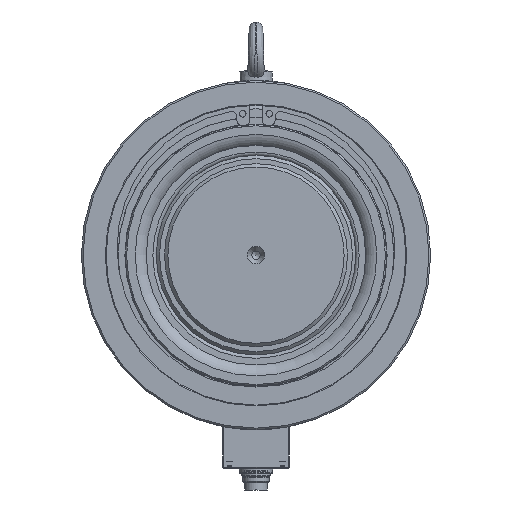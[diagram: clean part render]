
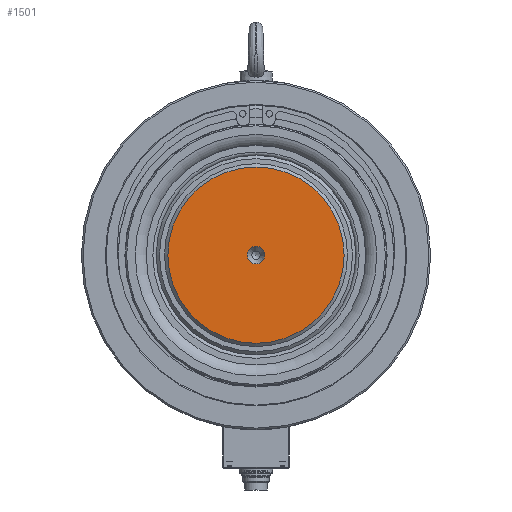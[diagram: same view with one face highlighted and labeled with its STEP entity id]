
A CAD part, left-side view. The second image highlights one B-rep face of the part: STEP entity #1501.
In plain terms, the highlighted planar face has unit normal (-1, 0, 0).
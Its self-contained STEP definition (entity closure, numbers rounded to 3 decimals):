
#1501 = ADVANCED_FACE( '', ( #3013, #3014 ), #3015, .T. );
#3013 = FACE_OUTER_BOUND( '', #4937, .T. );
#3014 = FACE_BOUND( '', #4938, .T. );
#3015 = PLANE( '', #4939 );
#4937 = EDGE_LOOP( '', ( #8577 ) );
#4938 = EDGE_LOOP( '', ( #8578 ) );
#4939 = AXIS2_PLACEMENT_3D( '', #8579, #8580, #8581 );
#8577 = ORIENTED_EDGE( '', *, *, #9652, .T. );
#8578 = ORIENTED_EDGE( '', *, *, #10005, .F. );
#8579 = CARTESIAN_POINT( '', ( 0., 0., 0. ) );
#8580 = DIRECTION( '', ( -1., 0., 0. ) );
#8581 = DIRECTION( '', ( 0., -1., 0. ) );
#9652 = EDGE_CURVE( '', #10932, #10932, #10933, .T. );
#10005 = EDGE_CURVE( '', #11414, #11414, #11415, .T. );
#10932 = VERTEX_POINT( '', #12810 );
#10933 = CIRCLE( '', #12811, 53. );
#11414 = VERTEX_POINT( '', #13514 );
#11415 = CIRCLE( '', #13515, 5.3 );
#12810 = CARTESIAN_POINT( '', ( 0., -53., 0. ) );
#12811 = AXIS2_PLACEMENT_3D( '', #14481, #14482, #14483 );
#13514 = CARTESIAN_POINT( '', ( 0., 0., 5.3 ) );
#13515 = AXIS2_PLACEMENT_3D( '', #14892, #14893, #14894 );
#14481 = CARTESIAN_POINT( '', ( 0., 0., 0. ) );
#14482 = DIRECTION( '', ( -1., 0., 0. ) );
#14483 = DIRECTION( '', ( 0., -1., 0. ) );
#14892 = CARTESIAN_POINT( '', ( 0., 0., 0. ) );
#14893 = DIRECTION( '', ( -1., 0., 0. ) );
#14894 = DIRECTION( '', ( 0., 0., 1. ) );
